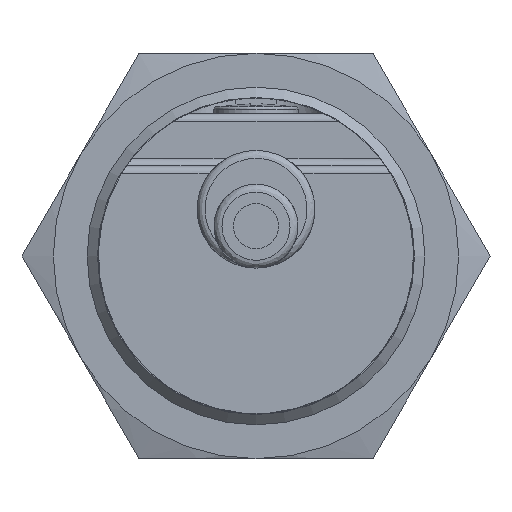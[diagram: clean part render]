
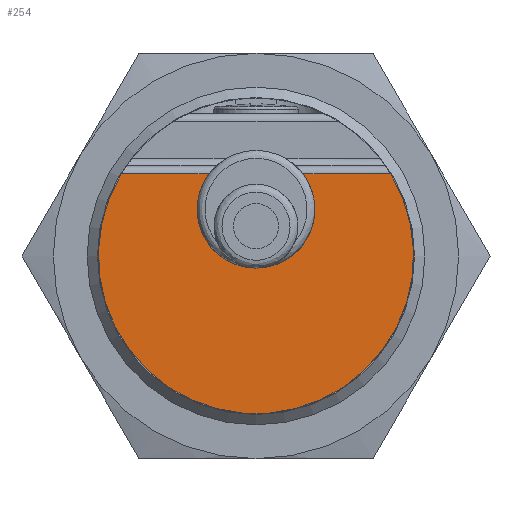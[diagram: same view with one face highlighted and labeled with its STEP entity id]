
A CAD part, left-side view. The second image highlights one B-rep face of the part: STEP entity #254.
In plain terms, the highlighted planar face has unit normal (-1, 0, 0).
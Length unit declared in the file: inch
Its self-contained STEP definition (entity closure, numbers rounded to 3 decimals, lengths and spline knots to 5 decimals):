
#89 = EDGE_CURVE ( 'NONE', #761, #4181, #2710, .T. ) ;
#198 = CARTESIAN_POINT ( 'NONE',  ( 0., 0., 0.2874 ) ) ;
#254 = ADVANCED_FACE ( 'NONE', ( #289 ), #2583, .F. ) ;
#260 = CARTESIAN_POINT ( 'NONE',  ( 0., 0.47032, 0.2874 ) ) ;
#289 = FACE_OUTER_BOUND ( 'NONE', #2136, .T. ) ;
#463 = CARTESIAN_POINT ( 'NONE',  ( 0., 0., 0.2874 ) ) ;
#702 = LINE ( 'NONE', #463, #817 ) ;
#716 = ORIENTED_EDGE ( 'NONE', *, *, #2438, .F. ) ;
#761 = VERTEX_POINT ( 'NONE', #1283 ) ;
#817 = VECTOR ( 'NONE', #3827, 39.37008 ) ;
#841 = CARTESIAN_POINT ( 'NONE',  ( 0., -0.16412, 0.2874 ) ) ;
#1179 = CARTESIAN_POINT ( 'NONE',  ( 0., 0., 0.16339 ) ) ;
#1283 = CARTESIAN_POINT ( 'NONE',  ( 0., -0.47032, 0.2874 ) ) ;
#1452 = CIRCLE ( 'NONE', #2084, 0.20571 ) ;
#1633 = EDGE_CURVE ( 'NONE', #1683, #761, #702, .T. ) ;
#1683 = VERTEX_POINT ( 'NONE', #841 ) ;
#1857 = DIRECTION ( 'NONE',  ( 1., 0., 0. ) ) ;
#2084 = AXIS2_PLACEMENT_3D ( 'NONE', #1179, #3221, #3543 ) ;
#2136 = EDGE_LOOP ( 'NONE', ( #716, #2149, #4281, #2467 ) ) ;
#2149 = ORIENTED_EDGE ( 'NONE', *, *, #2434, .F. ) ;
#2434 = EDGE_CURVE ( 'NONE', #4181, #3142, #3015, .T. ) ;
#2438 = EDGE_CURVE ( 'NONE', #3142, #1683, #1452, .T. ) ;
#2467 = ORIENTED_EDGE ( 'NONE', *, *, #1633, .F. ) ;
#2540 = DIRECTION ( 'NONE',  ( 0., 0., -1. ) ) ;
#2583 = PLANE ( 'NONE',  #3931 ) ;
#2710 = CIRCLE ( 'NONE', #4122, 0.55118 ) ;
#2851 = CARTESIAN_POINT ( 'NONE',  ( 0., 0., 0. ) ) ;
#2857 = DIRECTION ( 'NONE',  ( 0., -1., 0. ) ) ;
#2895 = DIRECTION ( 'NONE',  ( 1., 0., 0. ) ) ;
#3015 = LINE ( 'NONE', #198, #3805 ) ;
#3142 = VERTEX_POINT ( 'NONE', #3287 ) ;
#3221 = DIRECTION ( 'NONE',  ( -1., 0., 0. ) ) ;
#3245 = CARTESIAN_POINT ( 'NONE',  ( 0., 0., 0. ) ) ;
#3287 = CARTESIAN_POINT ( 'NONE',  ( 0., 0.16412, 0.2874 ) ) ;
#3539 = DIRECTION ( 'NONE',  ( 0., 0., 1. ) ) ;
#3543 = DIRECTION ( 'NONE',  ( 0., 0., -1. ) ) ;
#3805 = VECTOR ( 'NONE', #2857, 39.37008 ) ;
#3827 = DIRECTION ( 'NONE',  ( 0., -1., 0. ) ) ;
#3931 = AXIS2_PLACEMENT_3D ( 'NONE', #3245, #2895, #2540 ) ;
#4122 = AXIS2_PLACEMENT_3D ( 'NONE', #2851, #1857, #3539 ) ;
#4181 = VERTEX_POINT ( 'NONE', #260 ) ;
#4281 = ORIENTED_EDGE ( 'NONE', *, *, #89, .F. ) ;
